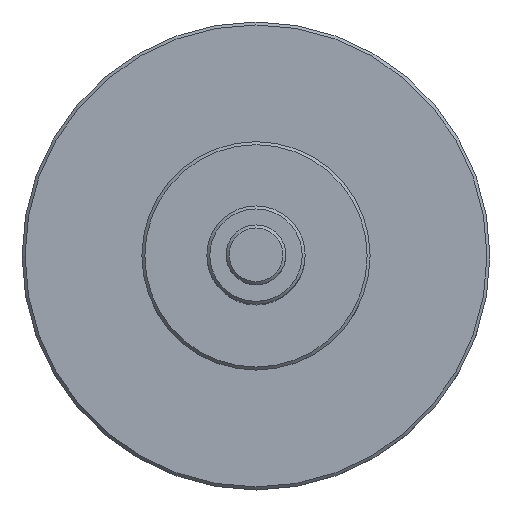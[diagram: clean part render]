
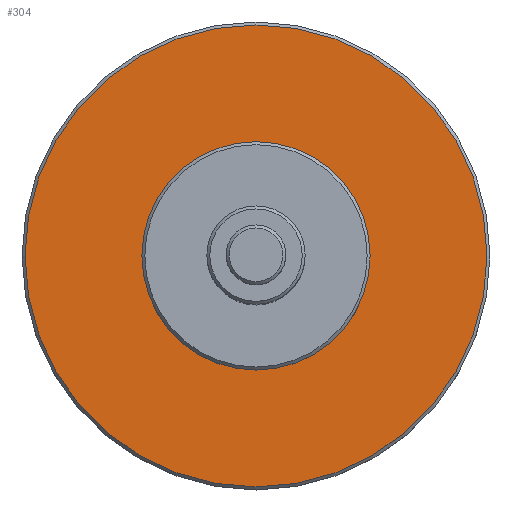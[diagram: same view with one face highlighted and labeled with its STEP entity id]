
A CAD part, top view. The second image highlights one B-rep face of the part: STEP entity #304.
In plain terms, the highlighted planar face has unit normal (0, 0, 1).
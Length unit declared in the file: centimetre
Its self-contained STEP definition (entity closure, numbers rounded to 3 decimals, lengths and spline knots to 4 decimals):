
#109=PLANE('',#342);
#129=VERTEX_POINT('',#383);
#134=VERTEX_POINT('',#398);
#148=CIRCLE('',#331,1.915);
#153=CIRCLE('',#341,3.875);
#167=EDGE_CURVE('',#129,#129,#148,.T.);
#172=EDGE_CURVE('',#134,#134,#153,.T.);
#205=ORIENTED_EDGE('',*,*,#167,.T.);
#206=ORIENTED_EDGE('',*,*,#172,.F.);
#243=EDGE_LOOP('',(#205));
#244=EDGE_LOOP('',(#206));
#281=FACE_BOUND('',#243,.T.);
#282=FACE_BOUND('',#244,.T.);
#304=ADVANCED_FACE('',(#281,#282),#109,.T.);
#331=AXIS2_PLACEMENT_3D('',#382,#448,#449);
#341=AXIS2_PLACEMENT_3D('',#397,#466,#467);
#342=AXIS2_PLACEMENT_3D('',#399,#468,$);
#382=CARTESIAN_POINT('',(0.,0.,1.9));
#383=CARTESIAN_POINT('',(1.915,0.,1.9));
#397=CARTESIAN_POINT('',(0.,0.,1.9));
#398=CARTESIAN_POINT('',(3.875,0.,1.9));
#399=CARTESIAN_POINT('',(0.,0.,1.9));
#448=DIRECTION('',(0.,0.,-1.));
#449=DIRECTION('',(1.915,0.,0.));
#466=DIRECTION('',(0.,0.,-1.));
#467=DIRECTION('',(-3.875,0.,0.));
#468=DIRECTION('',(0.,0.,1.));
